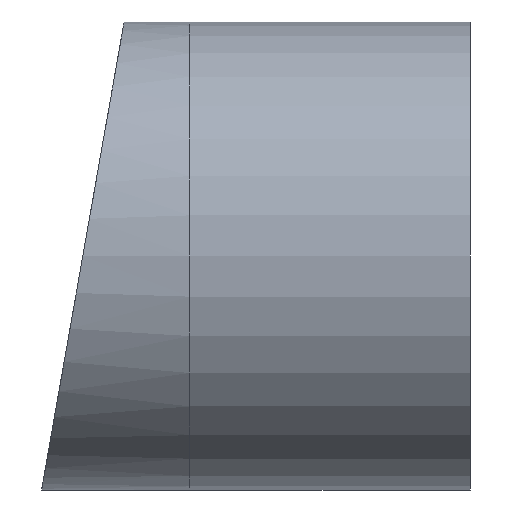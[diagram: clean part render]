
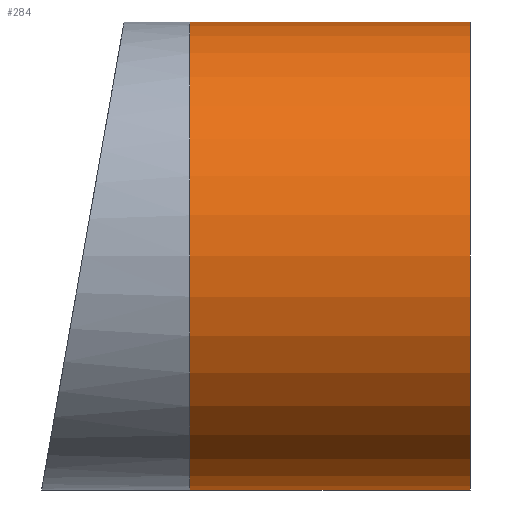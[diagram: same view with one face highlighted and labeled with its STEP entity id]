
A CAD part, left-side view. The second image highlights one B-rep face of the part: STEP entity #284.
In plain terms, the highlighted cylindrical face has radius 25 mm (diameter 50 mm), a partial arc.
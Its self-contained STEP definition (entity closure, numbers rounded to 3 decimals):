
#25 = DIRECTION ( 'NONE',  ( 0., -1., 0. ) ) ;
#35 = CARTESIAN_POINT ( 'NONE',  ( 2.694, -21.481, 75. ) ) ;
#47 = FACE_OUTER_BOUND ( 'NONE', #553, .T. ) ;
#92 = CARTESIAN_POINT ( 'NONE',  ( 2.694, 8.519, 75. ) ) ;
#118 = ORIENTED_EDGE ( 'NONE', *, *, #552, .F. ) ;
#159 = AXIS2_PLACEMENT_3D ( 'NONE', #279, #412, #232 ) ;
#163 = CARTESIAN_POINT ( 'NONE',  ( 2.694, 8.519, 50. ) ) ;
#173 = CIRCLE ( 'NONE', #159, 25. ) ;
#176 = LINE ( 'NONE', #447, #255 ) ;
#194 = VERTEX_POINT ( 'NONE', #35 ) ;
#196 = CYLINDRICAL_SURFACE ( 'NONE', #210, 25. ) ;
#204 = EDGE_CURVE ( 'NONE', #223, #194, #176, .T. ) ;
#210 = AXIS2_PLACEMENT_3D ( 'NONE', #247, #579, #233 ) ;
#222 = EDGE_CURVE ( 'NONE', #317, #407, #262, .T. ) ;
#223 = VERTEX_POINT ( 'NONE', #92 ) ;
#229 = VECTOR ( 'NONE', #25, 1000. ) ;
#232 = DIRECTION ( 'NONE',  ( 0., 0., 1. ) ) ;
#233 = DIRECTION ( 'NONE',  ( 0., 0., -1. ) ) ;
#247 = CARTESIAN_POINT ( 'NONE',  ( 2.694, 8.519, 50. ) ) ;
#255 = VECTOR ( 'NONE', #497, 1000. ) ;
#262 = LINE ( 'NONE', #452, #229 ) ;
#266 = ORIENTED_EDGE ( 'NONE', *, *, #222, .T. ) ;
#279 = CARTESIAN_POINT ( 'NONE',  ( 2.694, -21.481, 50. ) ) ;
#284 = ADVANCED_FACE ( 'NONE', ( #47 ), #196, .T. ) ;
#291 = CARTESIAN_POINT ( 'NONE',  ( 2.694, 8.519, 25. ) ) ;
#297 = ORIENTED_EDGE ( 'NONE', *, *, #204, .F. ) ;
#317 = VERTEX_POINT ( 'NONE', #291 ) ;
#351 = DIRECTION ( 'NONE',  ( 0., 0., 1. ) ) ;
#407 = VERTEX_POINT ( 'NONE', #606 ) ;
#412 = DIRECTION ( 'NONE',  ( 0., 1., 0. ) ) ;
#425 = EDGE_CURVE ( 'NONE', #407, #194, #173, .T. ) ;
#447 = CARTESIAN_POINT ( 'NONE',  ( 2.694, 8.519, 75. ) ) ;
#452 = CARTESIAN_POINT ( 'NONE',  ( 2.694, 8.519, 25. ) ) ;
#497 = DIRECTION ( 'NONE',  ( 0., -1., 0. ) ) ;
#518 = ORIENTED_EDGE ( 'NONE', *, *, #425, .T. ) ;
#539 = CIRCLE ( 'NONE', #550, 25. ) ;
#550 = AXIS2_PLACEMENT_3D ( 'NONE', #163, #591, #351 ) ;
#552 = EDGE_CURVE ( 'NONE', #317, #223, #539, .T. ) ;
#553 = EDGE_LOOP ( 'NONE', ( #297, #118, #266, #518 ) ) ;
#579 = DIRECTION ( 'NONE',  ( 0., -1., 0. ) ) ;
#591 = DIRECTION ( 'NONE',  ( 0., 1., 0. ) ) ;
#606 = CARTESIAN_POINT ( 'NONE',  ( 2.694, -21.481, 25. ) ) ;
